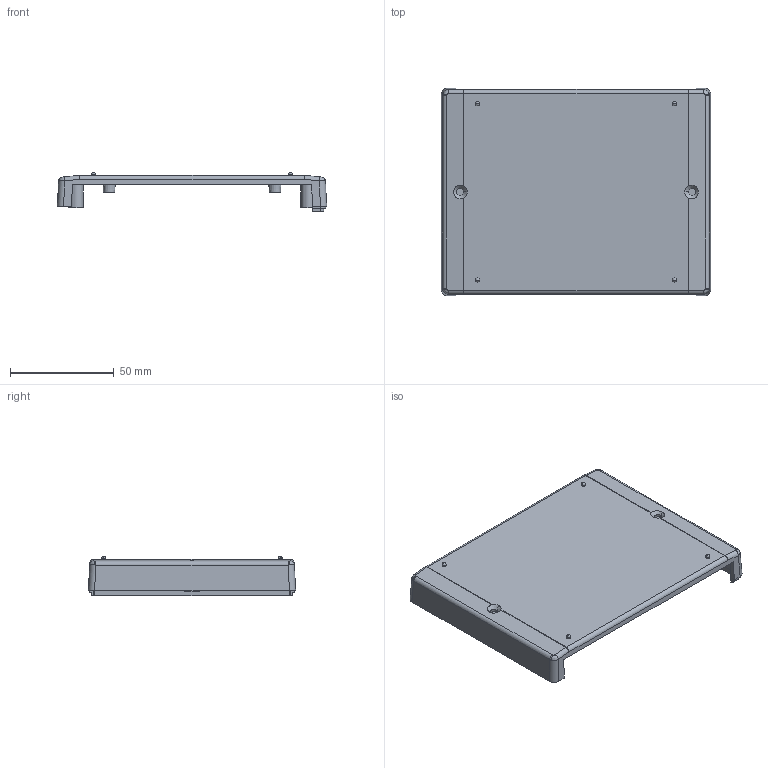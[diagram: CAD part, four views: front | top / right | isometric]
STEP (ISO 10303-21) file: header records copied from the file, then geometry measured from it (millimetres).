
FILE_DESCRIPTION((''),'2;1');
FILE_NAME('2015S-B','2008-08-14T',('oluf'),(''),'PRO/ENGINEER BY PARAMETRIC TECHNOLOGY CORPORATION, 2002310','PRO/ENGINEER BY PARAMETRIC TECHNOLOGY CORPORATION, 2002310','');
FILE_SCHEMA(('CONFIG_CONTROL_DESIGN'));
Length unit declared in the file: millimetre
Products named in the file (1): 2015S-B
Bounding box: 130 x 100 x 19 mm (x, y, z)
Surface area: 35238.2 mm2 (no closed solid volume)
Topology: 0 solids, 1 shells, 197 faces, 493 edges, 300 vertices
Faces by surface type: plane 105, cylinder 42, cone 24, bspline 12, sphere 12, extrusion 2
Entity records: 6444 total; most frequent: CARTESIAN_POINT 1845, ORIENTED_EDGE 950, DIRECTION 911, EDGE_CURVE 481, VECTOR 305, AXIS2_PLACEMENT_3D 303, LINE 303, VERTEX_POINT 300
